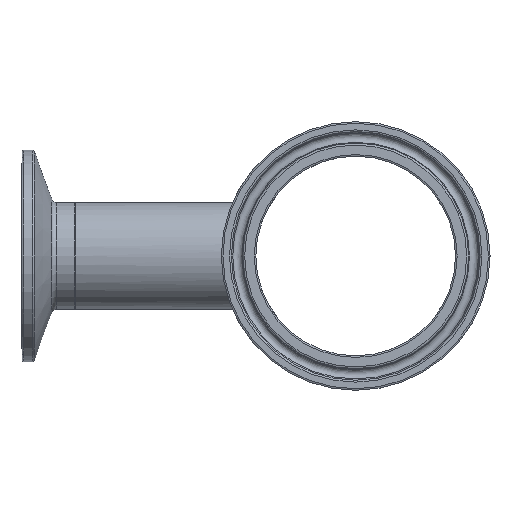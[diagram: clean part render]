
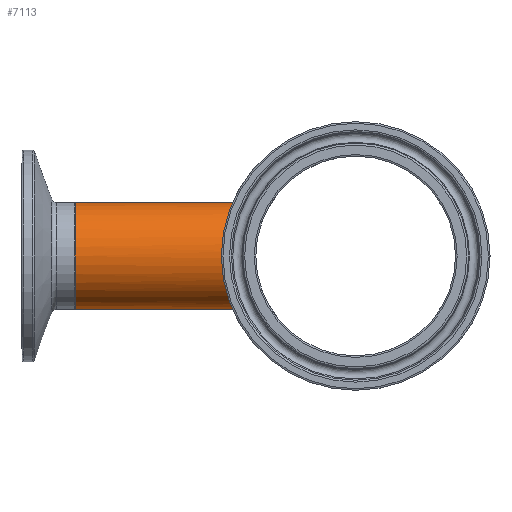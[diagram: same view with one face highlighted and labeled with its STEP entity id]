
A CAD part, left-side view. The second image highlights one B-rep face of the part: STEP entity #7113.
In plain terms, the highlighted cylindrical face has radius 12.7 mm (diameter 25.4 mm), a full revolution.
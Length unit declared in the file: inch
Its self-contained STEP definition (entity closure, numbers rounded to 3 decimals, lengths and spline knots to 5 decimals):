
#137=FACE_BOUND('',#1324,.T.);
#877=FACE_OUTER_BOUND('',#1323,.T.);
#1323=EDGE_LOOP('',(#6497));
#1324=EDGE_LOOP('',(#6498));
#1764=B_SPLINE_CURVE_WITH_KNOTS('',3,(#15363,#15364,#15365,#15366,#15367,
#15368,#15369,#15370,#15371,#15372,#15373,#15374,#15375,#15376,#15377,#15378,
#15379,#15380,#15381),.UNSPECIFIED.,.T.,.F.,(4,1,1,1,1,1,1,1,1,1,1,1,1,
1,1,1,4),(0.,0.55792,1.11583,1.67375,2.23166,
2.78958,3.34749,3.71944,4.09138,4.46332,
4.6493,4.83527,5.57915,6.13707,6.69499,
7.2529,7.81082),.UNSPECIFIED.);
#2819=CIRCLE('',#7532,0.5);
#3515=VERTEX_POINT('',#15264);
#3516=VERTEX_POINT('',#15361);
#4529=EDGE_CURVE('',#3515,#3515,#2819,.T.);
#4531=EDGE_CURVE('',#3516,#3516,#1764,.T.);
#6497=ORIENTED_EDGE('',*,*,#4529,.T.);
#6498=ORIENTED_EDGE('',*,*,#4531,.F.);
#6650=CYLINDRICAL_SURFACE('',#7534,0.5);
#7113=ADVANCED_FACE('',(#877,#137),#6650,.T.);
#7532=AXIS2_PLACEMENT_3D('',#15265,#8829,#8830);
#7534=AXIS2_PLACEMENT_3D('',#15382,#8833,#8834);
#8829=DIRECTION('center_axis',(0.,-1.,0.));
#8830=DIRECTION('ref_axis',(1.,0.,0.));
#8833=DIRECTION('center_axis',(0.,-1.,0.));
#8834=DIRECTION('ref_axis',(1.,0.,0.));
#15264=CARTESIAN_POINT('',(-1.03869,1.58166,1.02203));
#15265=CARTESIAN_POINT('Origin',(-0.53869,1.58166,1.02203));
#15361=CARTESIAN_POINT('',(-0.53869,-0.14195,1.52203));
#15363=CARTESIAN_POINT('Ctrl Pts',(-0.53869,-0.14208,
1.52211));
#15364=CARTESIAN_POINT('Ctrl Pts',(-0.61473,-0.14208,
1.5221));
#15365=CARTESIAN_POINT('Ctrl Pts',(-0.76677,-0.11501,
1.48578));
#15366=CARTESIAN_POINT('Ctrl Pts',(-0.94042,-0.03786,
1.34592));
#15367=CARTESIAN_POINT('Ctrl Pts',(-1.04286,0.0214,
1.14063));
#15368=CARTESIAN_POINT('Ctrl Pts',(-1.04274,0.02152,
0.90339));
#15369=CARTESIAN_POINT('Ctrl Pts',(-0.9407,-0.038,
0.69818));
#15370=CARTESIAN_POINT('Ctrl Pts',(-0.78557,-0.10621,
0.57391));
#15371=CARTESIAN_POINT('Ctrl Pts',(-0.61629,-0.14321,
0.52012));
#15372=CARTESIAN_POINT('Ctrl Pts',(-0.46107,-0.14325,
0.52016));
#15373=CARTESIAN_POINT('Ctrl Pts',(-0.34022,-0.11683,
0.55841));
#15374=CARTESIAN_POINT('Ctrl Pts',(-0.25493,-0.08783,
0.60819));
#15375=CARTESIAN_POINT('Ctrl Pts',(-0.14026,-0.04041,
0.69962));
#15376=CARTESIAN_POINT('Ctrl Pts',(-0.03473,0.02169,
0.8769));
#15377=CARTESIAN_POINT('Ctrl Pts',(-0.03445,0.02137,
1.14071));
#15378=CARTESIAN_POINT('Ctrl Pts',(-0.13704,-0.03786,
1.3458));
#15379=CARTESIAN_POINT('Ctrl Pts',(-0.31057,-0.11501,
1.48582));
#15380=CARTESIAN_POINT('Ctrl Pts',(-0.46266,-0.14208,
1.52211));
#15381=CARTESIAN_POINT('Ctrl Pts',(-0.53869,-0.14208,
1.52211));
#15382=CARTESIAN_POINT('Origin',(-0.53869,1.58166,1.02203));
